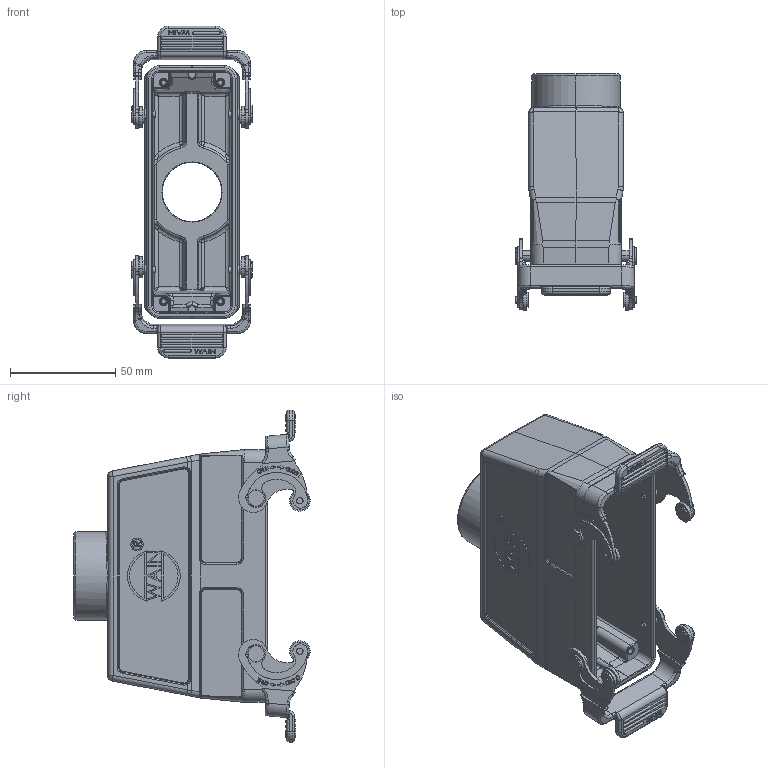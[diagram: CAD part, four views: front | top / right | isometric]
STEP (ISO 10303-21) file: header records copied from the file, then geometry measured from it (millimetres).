
FILE_DESCRIPTION((''),'2;1');
FILE_NAME('2D_1110244155004_H24B-TEH-2B-M3','2019-08-02T',('sh.ye'),(''),'PRO/ENGINEER BY PARAMETRIC TECHNOLOGY CORPORATION, 2015240','PRO/ENGINEER BY PARAMETRIC TECHNOLOGY CORPORATION, 2015240','');
FILE_SCHEMA(('AUTOMOTIVE_DESIGN { 1 0 10303 214 1 1 1 1 }'));
Products named in the file (1): 2D_1110244155004_H24B-TEH-2B-M3
Bounding box: 57.5 x 112.3 x 157.8 mm (x, y, z)
Volume: 117040.3 mm3; surface area: 69684.1 mm2
Topology: 1 solids, 1 shells, 1863 faces, 4831 edges, 3120 vertices
Faces by surface type: plane 815, cylinder 447, bspline 208, extrusion 164, torus 123, cone 66, sphere 40
Entity records: 70046 total; most frequent: CARTESIAN_POINT 25806, ORIENTED_EDGE 9602, DIRECTION 8320, EDGE_CURVE 4801, VERTEX_POINT 3120, AXIS2_PLACEMENT_3D 2836, VECTOR 2648, LINE 2484
